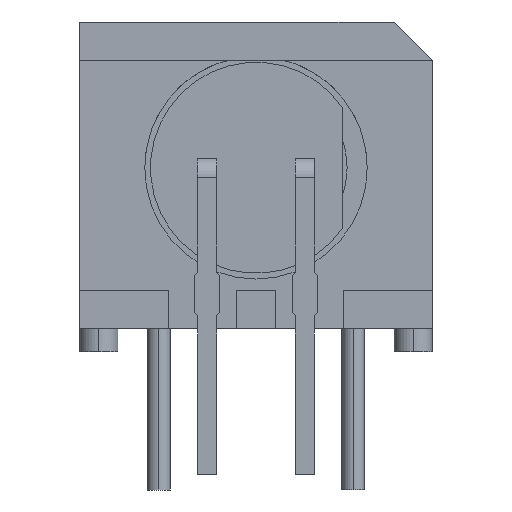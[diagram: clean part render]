
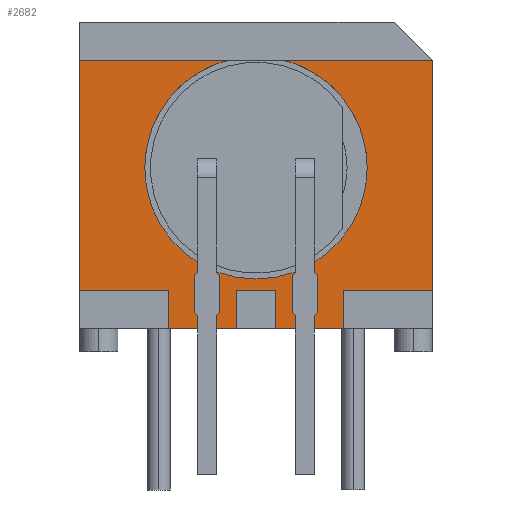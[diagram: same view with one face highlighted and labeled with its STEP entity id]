
A CAD part, left-side view. The second image highlights one B-rep face of the part: STEP entity #2682.
In plain terms, the highlighted planar face has unit normal (-1, 0, 0).
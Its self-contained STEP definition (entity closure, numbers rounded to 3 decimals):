
#2433=CARTESIAN_POINT('',(0.5,2.9,4.8));
#2434=VERTEX_POINT('',#2433);
#2443=CARTESIAN_POINT('',(0.5,-2.9,4.8));
#2444=VERTEX_POINT('',#2443);
#2445=CARTESIAN_POINT('',(0.5,0.,4.8));
#2446=DIRECTION('',(1.0,0.0,0.0));
#2447=DIRECTION('',(0.0,1.0,0.0));
#2448=AXIS2_PLACEMENT_3D('',#2445,#2446,#2447);
#2449=CIRCLE('',#2448,2.9);
#2450=EDGE_CURVE('',#2444,#2434,#2449,.T.);
#2475=CARTESIAN_POINT('',(0.5,-2.27,1.6));
#2476=VERTEX_POINT('',#2475);
#2493=CARTESIAN_POINT('',(0.5,-4.6,1.6));
#2494=VERTEX_POINT('',#2493);
#2501=CARTESIAN_POINT('',(0.5,-2.27,1.6));
#2502=DIRECTION('',(0.0,-1.0,0.0));
#2503=VECTOR('',#2502,2.33);
#2504=LINE('',#2501,#2503);
#2505=EDGE_CURVE('',#2476,#2494,#2504,.T.);
#2546=CARTESIAN_POINT('',(0.5,-2.27,0.6));
#2547=VERTEX_POINT('',#2546);
#2548=CARTESIAN_POINT('',(0.5,2.27,0.6));
#2549=VERTEX_POINT('',#2548);
#2550=CARTESIAN_POINT('',(0.5,-2.27,0.6));
#2551=DIRECTION('',(0.0,1.0,0.0));
#2552=VECTOR('',#2551,4.54);
#2553=LINE('',#2550,#2552);
#2554=EDGE_CURVE('',#2547,#2549,#2553,.T.);
#2604=CARTESIAN_POINT('',(0.5,1.,4.6));
#2605=DIRECTION('',(1.0,0.0,0.0));
#2606=DIRECTION('',(0.0,0.0,-1.0));
#2607=AXIS2_PLACEMENT_3D('',#2604,#2605,#2606);
#2608=PLANE('',#2607);
#2609=CARTESIAN_POINT('',(0.5,4.6,1.6));
#2610=VERTEX_POINT('',#2609);
#2611=CARTESIAN_POINT('',(0.5,4.6,7.6));
#2612=VERTEX_POINT('',#2611);
#2613=CARTESIAN_POINT('',(0.5,4.6,1.6));
#2614=DIRECTION('',(0.0,0.0,1.0));
#2615=VECTOR('',#2614,6.0);
#2616=LINE('',#2613,#2615);
#2617=EDGE_CURVE('',#2610,#2612,#2616,.T.);
#2618=ORIENTED_EDGE('',*,*,#2617,.F.);
#2619=CARTESIAN_POINT('',(0.5,2.27,1.6));
#2620=VERTEX_POINT('',#2619);
#2621=CARTESIAN_POINT('',(0.5,4.6,1.6));
#2622=DIRECTION('',(0.0,-1.0,0.0));
#2623=VECTOR('',#2622,2.33);
#2624=LINE('',#2621,#2623);
#2625=EDGE_CURVE('',#2610,#2620,#2624,.T.);
#2626=ORIENTED_EDGE('',*,*,#2625,.T.);
#2627=CARTESIAN_POINT('',(0.5,2.27,1.6));
#2628=DIRECTION('',(0.0,0.0,-1.0));
#2629=VECTOR('',#2628,1.0);
#2630=LINE('',#2627,#2629);
#2631=EDGE_CURVE('',#2620,#2549,#2630,.T.);
#2632=ORIENTED_EDGE('',*,*,#2631,.T.);
#2633=ORIENTED_EDGE('',*,*,#2554,.F.);
#2634=CARTESIAN_POINT('',(0.5,-2.27,1.6));
#2635=DIRECTION('',(0.0,0.0,-1.0));
#2636=VECTOR('',#2635,1.0);
#2637=LINE('',#2634,#2636);
#2638=EDGE_CURVE('',#2547,#2476,#2637,.F.);
#2639=ORIENTED_EDGE('',*,*,#2638,.T.);
#2640=ORIENTED_EDGE('',*,*,#2505,.T.);
#2641=CARTESIAN_POINT('',(0.5,-4.6,7.6));
#2642=VERTEX_POINT('',#2641);
#2643=CARTESIAN_POINT('',(0.5,-4.6,7.6));
#2644=DIRECTION('',(0.0,0.0,-1.0));
#2645=VECTOR('',#2644,6.0);
#2646=LINE('',#2643,#2645);
#2647=EDGE_CURVE('',#2642,#2494,#2646,.T.);
#2648=ORIENTED_EDGE('',*,*,#2647,.F.);
#2649=CARTESIAN_POINT('',(0.5,-0.755,7.6));
#2650=VERTEX_POINT('',#2649);
#2651=CARTESIAN_POINT('',(0.5,-4.6,7.6));
#2652=DIRECTION('',(0.0,1.0,0.0));
#2653=VECTOR('',#2652,3.845);
#2654=LINE('',#2651,#2653);
#2655=EDGE_CURVE('',#2642,#2650,#2654,.T.);
#2656=ORIENTED_EDGE('',*,*,#2655,.T.);
#2657=CARTESIAN_POINT('',(0.5,0.,4.8));
#2658=DIRECTION('',(1.0,0.0,0.0));
#2659=DIRECTION('',(0.0,1.0,0.0));
#2660=AXIS2_PLACEMENT_3D('',#2657,#2658,#2659);
#2661=CIRCLE('',#2660,2.9);
#2662=EDGE_CURVE('',#2650,#2444,#2661,.T.);
#2663=ORIENTED_EDGE('',*,*,#2662,.T.);
#2664=ORIENTED_EDGE('',*,*,#2450,.T.);
#2665=CARTESIAN_POINT('',(0.5,0.755,7.6));
#2666=VERTEX_POINT('',#2665);
#2667=CARTESIAN_POINT('',(0.5,0.,4.8));
#2668=DIRECTION('',(1.0,0.0,0.0));
#2669=DIRECTION('',(0.0,1.0,0.0));
#2670=AXIS2_PLACEMENT_3D('',#2667,#2668,#2669);
#2671=CIRCLE('',#2670,2.9);
#2672=EDGE_CURVE('',#2434,#2666,#2671,.T.);
#2673=ORIENTED_EDGE('',*,*,#2672,.T.);
#2674=CARTESIAN_POINT('',(0.5,0.755,7.6));
#2675=DIRECTION('',(0.0,1.0,0.0));
#2676=VECTOR('',#2675,3.845);
#2677=LINE('',#2674,#2676);
#2678=EDGE_CURVE('',#2666,#2612,#2677,.T.);
#2679=ORIENTED_EDGE('',*,*,#2678,.T.);
#2680=EDGE_LOOP('',(#2618,#2626,#2632,#2633,#2639,#2640,#2648,#2656,#2663,#2664,#2673,#2679));
#2681=FACE_OUTER_BOUND('',#2680,.T.);
#2682=ADVANCED_FACE('',(#2681),#2608,.F.);
